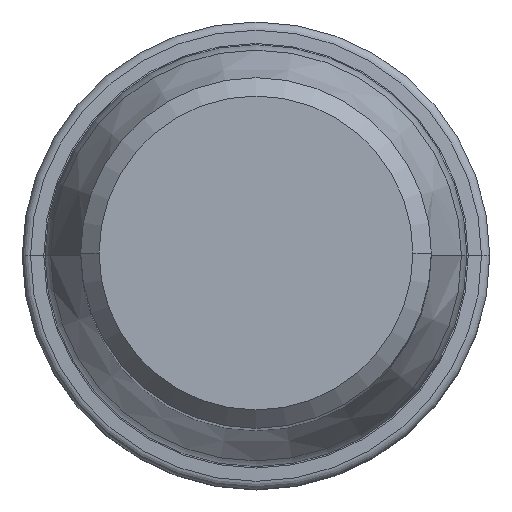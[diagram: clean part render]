
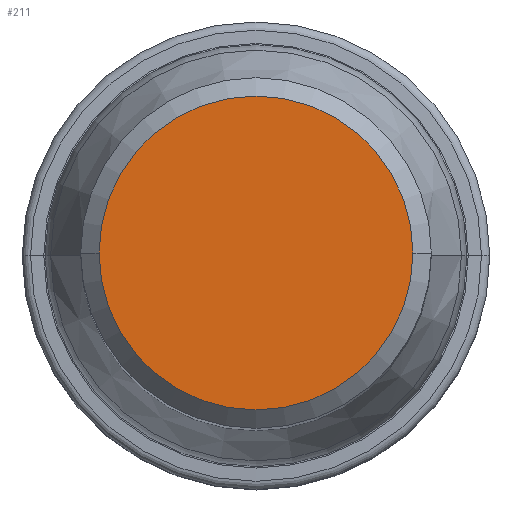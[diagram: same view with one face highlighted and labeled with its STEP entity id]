
A CAD part, top view. The second image highlights one B-rep face of the part: STEP entity #211.
In plain terms, the highlighted planar face has unit normal (0, 0, 1).
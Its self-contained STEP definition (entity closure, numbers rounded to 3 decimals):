
#142=FACE_OUTER_BOUND('',#286,.T.);
#211=ADVANCED_FACE('',(#142),#248,.F.);
#248=PLANE('',#1297);
#286=EDGE_LOOP('',(#458,#459));
#458=ORIENTED_EDGE('',*,*,#762,.T.);
#459=ORIENTED_EDGE('',*,*,#763,.T.);
#650=VERTEX_POINT('',#2104);
#651=VERTEX_POINT('',#2105);
#762=EDGE_CURVE('',#650,#651,#901,.T.);
#763=EDGE_CURVE('',#651,#650,#902,.T.);
#901=CIRCLE('',#1295,8.525);
#902=CIRCLE('',#1296,8.525);
#1295=AXIS2_PLACEMENT_3D('',#2103,#1611,#1612);
#1296=AXIS2_PLACEMENT_3D('',#2106,#1613,#1614);
#1297=AXIS2_PLACEMENT_3D('',#2107,#1615,#1616);
#1611=DIRECTION('',(0.,0.,1.));
#1612=DIRECTION('',(-1.,0.,0.));
#1613=DIRECTION('',(0.,0.,1.));
#1614=DIRECTION('',(1.,0.,0.));
#1615=DIRECTION('',(0.,0.,-1.));
#1616=DIRECTION('',(1.,0.,0.));
#2103=CARTESIAN_POINT('',(0.,0.,0.));
#2104=CARTESIAN_POINT('',(-8.525,0.,0.));
#2105=CARTESIAN_POINT('',(8.525,0.,0.));
#2106=CARTESIAN_POINT('',(0.,0.,0.));
#2107=CARTESIAN_POINT('',(0.,0.,0.));
